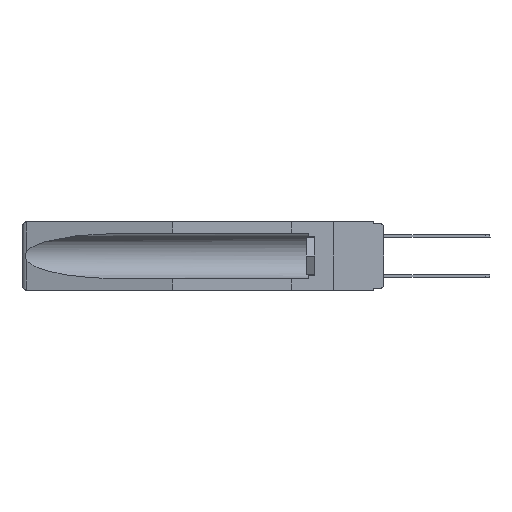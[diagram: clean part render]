
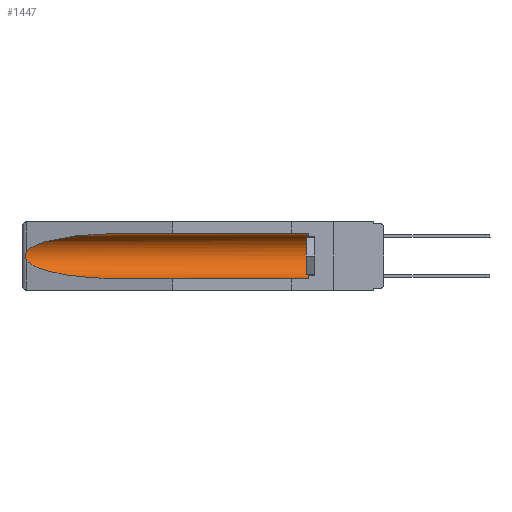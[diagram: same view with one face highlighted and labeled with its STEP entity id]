
A CAD part, left-side view. The second image highlights one B-rep face of the part: STEP entity #1447.
In plain terms, the highlighted cylindrical face has radius 2.857 mm (diameter 5.715 mm), a partial arc.
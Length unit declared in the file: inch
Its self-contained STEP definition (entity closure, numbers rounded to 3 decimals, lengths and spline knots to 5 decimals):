
#1224 = DIRECTION ( 'NONE',  ( 0., 0., 1. ) ) ;
#1447 = ADVANCED_FACE ( 'NONE', ( #12819 ), #17515, .F. ) ;
#1525 = CARTESIAN_POINT ( 'NONE',  ( 0.26537, 1.52718, -0.14972 ) ) ;
#1885 = AXIS2_PLACEMENT_3D ( 'NONE', #7406, #7566, #1224 ) ;
#2406 = CARTESIAN_POINT ( 'NONE',  ( 0.155, 1.07973, -0.284 ) ) ;
#2512 = CARTESIAN_POINT ( 'NONE',  ( 0.155, 0.126, -0.059 ) ) ;
#3311 =( BOUNDED_CURVE ( )  B_SPLINE_CURVE ( 3, ( #19877, #3678, #21629, #1525 ),
 .UNSPECIFIED., .F., .F. ) 
 B_SPLINE_CURVE_WITH_KNOTS ( ( 4, 4 ),
 ( 4.71239, 6.08839 ),
 .UNSPECIFIED. ) 
 CURVE ( )  GEOMETRIC_REPRESENTATION_ITEM ( )  RATIONAL_B_SPLINE_CURVE ( ( 1., 0.848, 0.848, 1. ) ) 
 REPRESENTATION_ITEM ( '' )  );
#3678 = CARTESIAN_POINT ( 'NONE',  ( 0.21114, 1.30732, -0.059 ) ) ;
#3815 = VECTOR ( 'NONE', #19178, 39.37008 ) ;
#4307 = CARTESIAN_POINT ( 'NONE',  ( 0.2673, 1.5327, -0.16383 ) ) ;
#4792 = CARTESIAN_POINT ( 'NONE',  ( 0.155, 0.126, -0.1715 ) ) ;
#4930 = CARTESIAN_POINT ( 'NONE',  ( 0.26537, 1.52718, -0.14972 ) ) ;
#4951 = VERTEX_POINT ( 'NONE', #14181 ) ;
#5880 = CARTESIAN_POINT ( 'NONE',  ( 0.26537, 1.52718, -0.19328 ) ) ;
#6008 = CIRCLE ( 'NONE', #12901, 0.1125 ) ;
#6077 = CARTESIAN_POINT ( 'NONE',  ( 0.26655, 1.53094, -0.18657 ) ) ;
#7406 = CARTESIAN_POINT ( 'NONE',  ( 0.155, -0.30754, -0.1715 ) ) ;
#7566 = DIRECTION ( 'NONE',  ( 0., 1., 0. ) ) ;
#8917 = VERTEX_POINT ( 'NONE', #4930 ) ;
#10243 = CARTESIAN_POINT ( 'NONE',  ( 0.26654, 1.53092, -0.15636 ) ) ;
#10450 = EDGE_CURVE ( 'NONE', #14991, #8917, #3311, .T. ) ;
#10593 = CARTESIAN_POINT ( 'NONE',  ( 0.26537, 1.52718, -0.19328 ) ) ;
#12092 = CARTESIAN_POINT ( 'NONE',  ( 0.26537, 1.52718, -0.19328 ) ) ;
#12263 = CARTESIAN_POINT ( 'NONE',  ( 0.2673, 1.53269, -0.17917 ) ) ;
#12819 = FACE_OUTER_BOUND ( 'NONE', #19282, .T. ) ;
#12901 = AXIS2_PLACEMENT_3D ( 'NONE', #4792, #12918, #20806 ) ;
#12918 = DIRECTION ( 'NONE',  ( 0., -1., 0. ) ) ;
#13367 = EDGE_CURVE ( 'NONE', #15910, #4951, #13822, .T. ) ;
#13605 = VECTOR ( 'NONE', #15840, 39.37008 ) ;
#13822 = LINE ( 'NONE', #21094, #3815 ) ;
#13917 = CARTESIAN_POINT ( 'NONE',  ( 0.26597, 1.52961, -0.15275 ) ) ;
#14181 = CARTESIAN_POINT ( 'NONE',  ( 0.155, 1.07973, -0.284 ) ) ;
#14446 = CARTESIAN_POINT ( 'NONE',  ( 0.25451, 1.48313, -0.24835 ) ) ;
#14991 = VERTEX_POINT ( 'NONE', #23533 ) ;
#15062 = EDGE_CURVE ( 'NONE', #22008, #4951, #20032, .T. ) ;
#15414 = ORIENTED_EDGE ( 'NONE', *, *, #24580, .T. ) ;
#15809 = LINE ( 'NONE', #18024, #13605 ) ;
#15840 = DIRECTION ( 'NONE',  ( 0., 1., 0. ) ) ;
#15910 = VERTEX_POINT ( 'NONE', #26001 ) ;
#16630 = CARTESIAN_POINT ( 'NONE',  ( 0.21114, 1.30732, -0.284 ) ) ;
#17515 = CYLINDRICAL_SURFACE ( 'NONE', #1885, 0.1125 ) ;
#18024 = CARTESIAN_POINT ( 'NONE',  ( 0.155, -0.30754, -0.059 ) ) ;
#18142 = CARTESIAN_POINT ( 'NONE',  ( 0.26537, 1.52718, -0.14972 ) ) ;
#18299 = ORIENTED_EDGE ( 'NONE', *, *, #13367, .F. ) ;
#19178 = DIRECTION ( 'NONE',  ( 0., 1., 0. ) ) ;
#19282 = EDGE_LOOP ( 'NONE', ( #25595, #23428, #24649, #18299, #15414, #20013 ) ) ;
#19877 = CARTESIAN_POINT ( 'NONE',  ( 0.155, 1.07973, -0.059 ) ) ;
#19985 = CARTESIAN_POINT ( 'NONE',  ( 0.2675, 1.53308, -0.17534 ) ) ;
#20013 = ORIENTED_EDGE ( 'NONE', *, *, #22569, .T. ) ;
#20032 =( BOUNDED_CURVE ( )  B_SPLINE_CURVE ( 3, ( #10593, #14446, #16630, #2406 ),
 .UNSPECIFIED., .F., .F. ) 
 B_SPLINE_CURVE_WITH_KNOTS ( ( 4, 4 ),
 ( 0.1948, 1.5708 ),
 .UNSPECIFIED. ) 
 CURVE ( )  GEOMETRIC_REPRESENTATION_ITEM ( )  RATIONAL_B_SPLINE_CURVE ( ( 1., 0.848, 0.848, 1. ) ) 
 REPRESENTATION_ITEM ( '' )  );
#20806 = DIRECTION ( 'NONE',  ( 0., 0., 1. ) ) ;
#20946 = VERTEX_POINT ( 'NONE', #2512 ) ;
#21094 = CARTESIAN_POINT ( 'NONE',  ( 0.155, -0.30754, -0.284 ) ) ;
#21629 = CARTESIAN_POINT ( 'NONE',  ( 0.25451, 1.48313, -0.09465 ) ) ;
#22008 = VERTEX_POINT ( 'NONE', #5880 ) ;
#22569 = EDGE_CURVE ( 'NONE', #20946, #14991, #15809, .T. ) ;
#23428 = ORIENTED_EDGE ( 'NONE', *, *, #23949, .T. ) ;
#23533 = CARTESIAN_POINT ( 'NONE',  ( 0.155, 1.07973, -0.059 ) ) ;
#23949 = EDGE_CURVE ( 'NONE', #8917, #22008, #24199, .T. ) ;
#24094 = CARTESIAN_POINT ( 'NONE',  ( 0.26597, 1.5296, -0.19026 ) ) ;
#24199 = B_SPLINE_CURVE_WITH_KNOTS ( 'NONE', 3,
 ( #18142, #13917, #10243, #4307, #24253, #19985, #12263, #6077, #24094, #12092 ),
 .UNSPECIFIED., .F., .F.,
 ( 4, 2, 2, 2, 4 ),
 ( 0., 0.00029, 0.00058, 0.00087, 0.00117 ),
 .UNSPECIFIED. ) ;
#24253 = CARTESIAN_POINT ( 'NONE',  ( 0.2675, 1.53308, -0.16763 ) ) ;
#24580 = EDGE_CURVE ( 'NONE', #15910, #20946, #6008, .T. ) ;
#24649 = ORIENTED_EDGE ( 'NONE', *, *, #15062, .T. ) ;
#25595 = ORIENTED_EDGE ( 'NONE', *, *, #10450, .T. ) ;
#26001 = CARTESIAN_POINT ( 'NONE',  ( 0.155, 0.126, -0.284 ) ) ;
